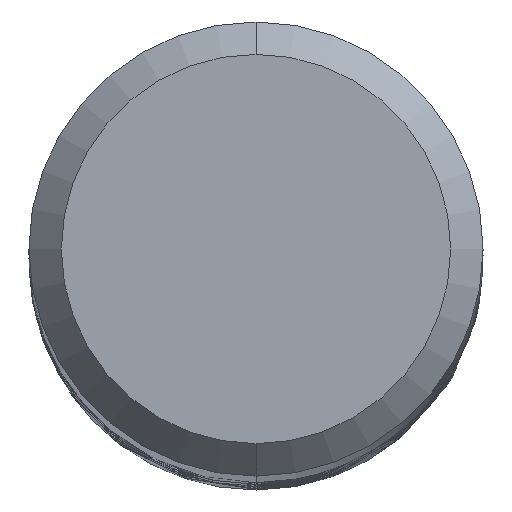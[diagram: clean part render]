
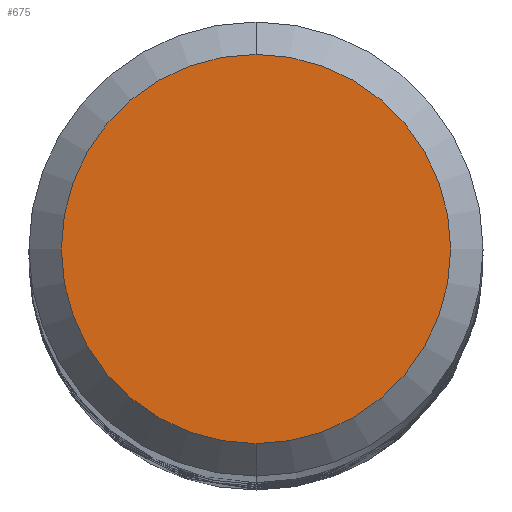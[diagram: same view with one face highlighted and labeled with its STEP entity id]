
A CAD part, top view. The second image highlights one B-rep face of the part: STEP entity #675.
In plain terms, the highlighted planar face has unit normal (0, 0, 1).
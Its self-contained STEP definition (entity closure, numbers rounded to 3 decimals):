
#289=VERTEX_POINT('',#790);
#341=EDGE_CURVE('',#289,#697,#847,.T.);
#533=EDGE_CURVE('',#697,#289,#1057,.T.);
#675=ADVANCED_FACE('',(#1215),#1216,.T.);
#697=VERTEX_POINT('',#1238);
#790=CARTESIAN_POINT('',(0.,-1.8,0.0));
#847=CIRCLE('',#1429,1.8);
#1057=CIRCLE('',#4402,1.8);
#1215=FACE_OUTER_BOUND('',#7314,.T.);
#1216=PLANE('',#7315);
#1238=CARTESIAN_POINT('',(0.0,1.8,0.0));
#1429=AXIS2_PLACEMENT_3D('',#7962,#7963,#7964);
#4402=AXIS2_PLACEMENT_3D('',#8221,#8222,#8223);
#7314=EDGE_LOOP('',(#8425,#8426));
#7315=AXIS2_PLACEMENT_3D('',#8427,#8428,#8429);
#7962=CARTESIAN_POINT('',(0.0,0.0,0.0));
#7963=DIRECTION('',(0.0,0.0,-1.0));
#7964=DIRECTION('',(0.0,1.0,0.0));
#8221=CARTESIAN_POINT('',(0.0,0.0,0.0));
#8222=DIRECTION('',(0.0,0.0,-1.0));
#8223=DIRECTION('',(0.0,1.0,0.0));
#8425=ORIENTED_EDGE('',*,*,#533,.F.);
#8426=ORIENTED_EDGE('',*,*,#341,.F.);
#8427=CARTESIAN_POINT('',(0.0,0.9,0.0));
#8428=DIRECTION('',(-0.0,0.0,1.0));
#8429=DIRECTION('',(0.0,-1.0,0.0));
